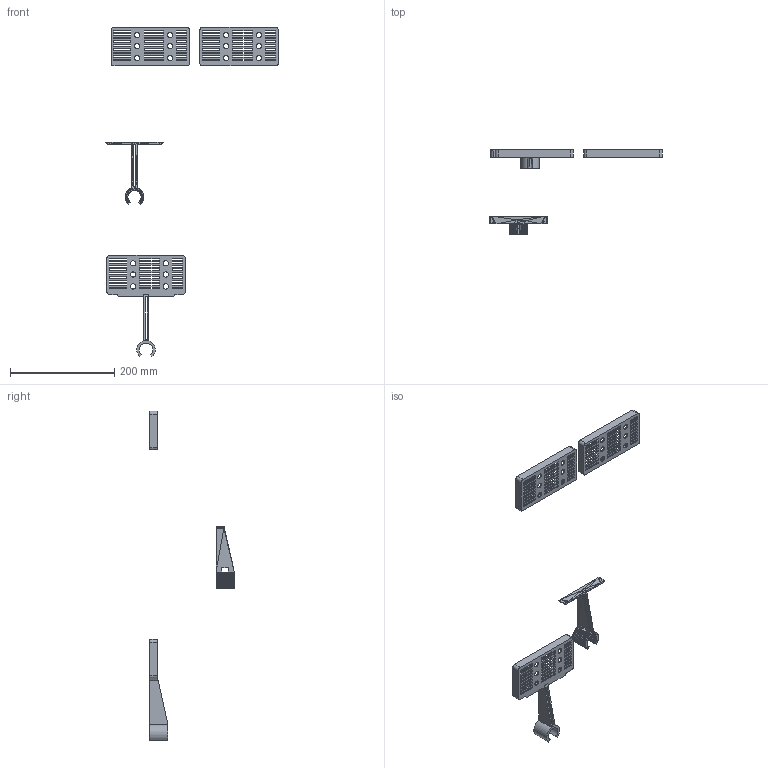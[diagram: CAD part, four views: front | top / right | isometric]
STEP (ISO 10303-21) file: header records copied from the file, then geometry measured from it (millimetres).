
FILE_DESCRIPTION(/* description */ (''),/* implementation_level */ '2;1');
FILE_NAME(/* name */ 'Soap Tray.step',/* time_stamp */ '2019-04-17T19:14:56-04:00',/* author */ ('rossireplicas'),/* organization */ (''),/* preprocessor_version */ 'ST-DEVELOPER v18',/* originating_system */ 'Autodesk Translation Framework v8.2.0.1029',/* authorisation */ '');
FILE_SCHEMA (('AUTOMOTIVE_DESIGN { 1 0 10303 214 3 1 1 }'));
Length unit declared in the file: millimetre
Products named in the file (1): Soap Dish
Bounding box: 330.21 x 161.97 x 631.14 mm (x, y, z)
Volume: 161864.9 mm3; surface area: 129791 mm2
Topology: 4 solids, 4 shells, 1331 faces, 2614 edges, 1287 vertices
Faces by surface type: plane 1284, cylinder 47
Full cylindrical faces by diameter (mm): 10 x18
Entity records: 32079 total; most frequent: DIRECTION 5347, CARTESIAN_POINT 5287, ORIENTED_EDGE 5228, EDGE_CURVE 2614, LINE 2509, VECTOR 2509, EDGE_LOOP 1533, AXIS2_PLACEMENT_3D 1419
